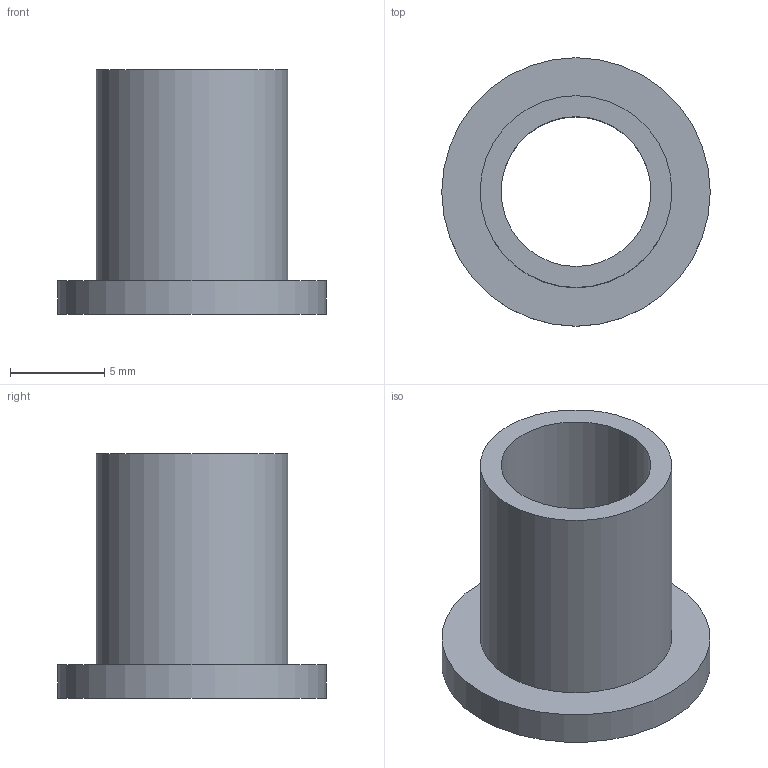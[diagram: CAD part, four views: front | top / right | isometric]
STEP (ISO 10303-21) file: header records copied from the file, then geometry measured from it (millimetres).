
FILE_DESCRIPTION(('HOOPS Exchange Step'),'2;1');
FILE_NAME('234ad1a7567a19ffab97c07fa8a837ae20200328-3353-6b02hd.SLDPRT.step','2020-03-28T05:25:27+00:00',('converter2'),('Unknown organisation'),'HOOPS Exchange 2019.2','HOOPS Exchange','Unknown authorisation');
FILE_SCHEMA( ('AUTOMOTIVE_DESIGN { 1 0 10303 214 1 1 1 1 }') );
Length unit declared in the file: inch
Products named in the file (2): Default; 234ad1a7567a19ffab97c07fa8a837ae20200328-3353-6b02hd
Assembly tree (1 placements, depth 2):
  234ad1a7567a19ffab97c07fa8a837ae20200328-3353-6b02hd
    Default
Bounding box: 14.22 x 14.22 x 12.95 mm (x, y, z)
Volume: 546.2 mm3; surface area: 978.4 mm2
Topology: 1 solids, 1 shells, 8 faces, 19 edges, 15 vertices
Faces by surface type: plane 4, cylinder 4
Full cylindrical faces by diameter (mm): 7.938 x1, 8.001 x1, 10.16 x1, 14.224 x1
Entity records: 309 total; most frequent: DIRECTION 56, CARTESIAN_POINT 45, ORIENTED_EDGE 38, AXIS2_PLACEMENT_3D 26, EDGE_CURVE 19, VERTEX_POINT 15, CIRCLE 15, EDGE_LOOP 12
